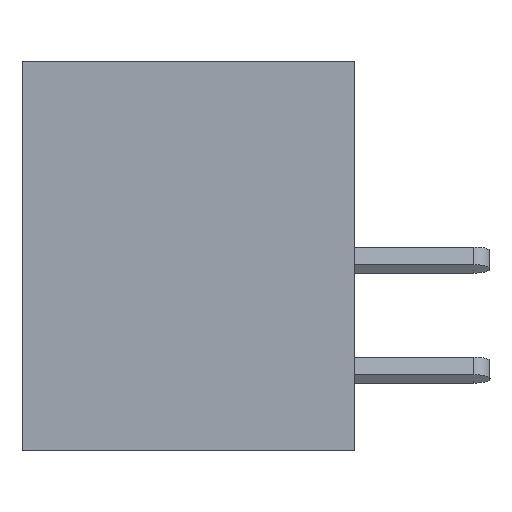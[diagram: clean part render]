
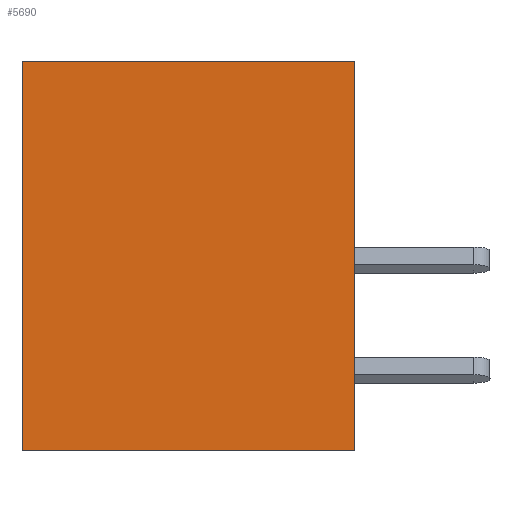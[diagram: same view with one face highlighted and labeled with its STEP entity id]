
A CAD part, left-side view. The second image highlights one B-rep face of the part: STEP entity #5690.
In plain terms, the highlighted planar face has unit normal (-1, 0, 0).
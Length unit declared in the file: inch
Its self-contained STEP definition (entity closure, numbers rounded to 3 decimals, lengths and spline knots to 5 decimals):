
#887 = CARTESIAN_POINT ( 'NONE',  ( 0., 0.453, -0.531 ) ) ;
#1128 = EDGE_LOOP ( 'NONE', ( #19524, #17510, #8969, #5852 ) ) ;
#2441 = FACE_OUTER_BOUND ( 'NONE', #1128, .T. ) ;
#2624 = CARTESIAN_POINT ( 'NONE',  ( 0., 0.453, -0.531 ) ) ;
#3211 = DIRECTION ( 'NONE',  ( 0., -1., 0. ) ) ;
#3280 = LINE ( 'NONE', #14144, #11516 ) ;
#3329 = VERTEX_POINT ( 'NONE', #24285 ) ;
#3567 = EDGE_CURVE ( 'NONE', #22314, #3329, #20667, .T. ) ;
#5690 = ADVANCED_FACE ( 'NONE', ( #2441 ), #15807, .F. ) ;
#5852 = ORIENTED_EDGE ( 'NONE', *, *, #22449, .T. ) ;
#6149 = CARTESIAN_POINT ( 'NONE',  ( 0., 0., -0.531 ) ) ;
#6184 = VERTEX_POINT ( 'NONE', #15861 ) ;
#6526 = CARTESIAN_POINT ( 'NONE',  ( 0., 0.453, 0. ) ) ;
#8570 = DIRECTION ( 'NONE',  ( 0., 0., -1. ) ) ;
#8969 = ORIENTED_EDGE ( 'NONE', *, *, #3567, .F. ) ;
#9489 = VERTEX_POINT ( 'NONE', #6149 ) ;
#10905 = VECTOR ( 'NONE', #3211, 39.37008 ) ;
#11516 = VECTOR ( 'NONE', #23649, 39.37008 ) ;
#11595 = VECTOR ( 'NONE', #23587, 39.37008 ) ;
#11625 = LINE ( 'NONE', #887, #24253 ) ;
#14144 = CARTESIAN_POINT ( 'NONE',  ( 0., 0., 0. ) ) ;
#14695 = EDGE_CURVE ( 'NONE', #9489, #6184, #3280, .T. ) ;
#15807 = PLANE ( 'NONE',  #16808 ) ;
#15861 = CARTESIAN_POINT ( 'NONE',  ( 0., 0., 0. ) ) ;
#15882 = LINE ( 'NONE', #19936, #10905 ) ;
#16808 = AXIS2_PLACEMENT_3D ( 'NONE', #6526, #19655, #8570 ) ;
#17510 = ORIENTED_EDGE ( 'NONE', *, *, #19081, .F. ) ;
#19081 = EDGE_CURVE ( 'NONE', #3329, #6184, #15882, .T. ) ;
#19524 = ORIENTED_EDGE ( 'NONE', *, *, #14695, .T. ) ;
#19655 = DIRECTION ( 'NONE',  ( 1., 0., 0. ) ) ;
#19882 = CARTESIAN_POINT ( 'NONE',  ( 0., 0.453, 0. ) ) ;
#19936 = CARTESIAN_POINT ( 'NONE',  ( 0., 0.453, 0. ) ) ;
#20667 = LINE ( 'NONE', #19882, #11595 ) ;
#21643 = DIRECTION ( 'NONE',  ( 0., -1., 0. ) ) ;
#22314 = VERTEX_POINT ( 'NONE', #2624 ) ;
#22449 = EDGE_CURVE ( 'NONE', #22314, #9489, #11625, .T. ) ;
#23587 = DIRECTION ( 'NONE',  ( 0., 0., 1. ) ) ;
#23649 = DIRECTION ( 'NONE',  ( 0., 0., 1. ) ) ;
#24253 = VECTOR ( 'NONE', #21643, 39.37008 ) ;
#24285 = CARTESIAN_POINT ( 'NONE',  ( 0., 0.453, 0. ) ) ;
